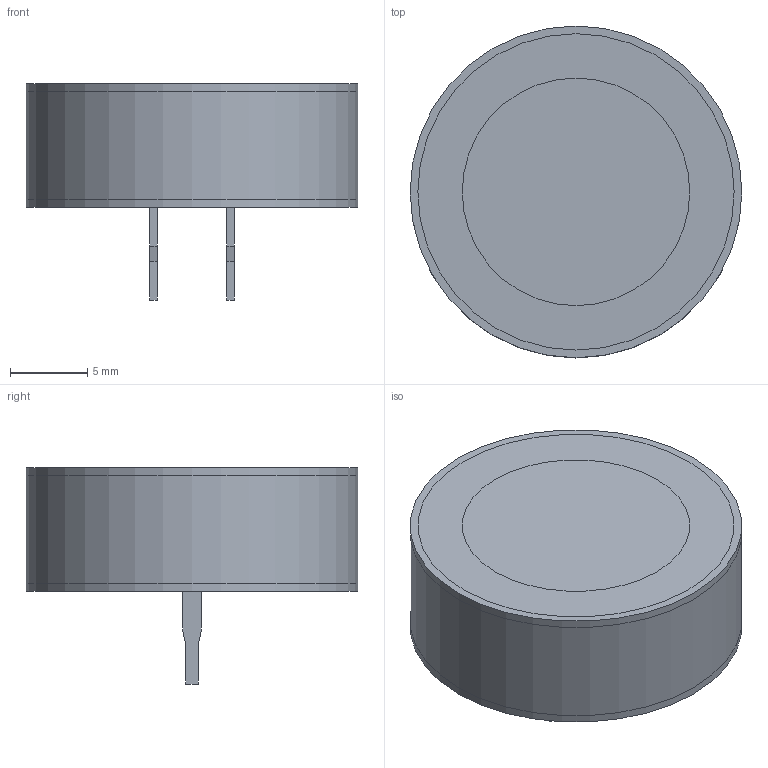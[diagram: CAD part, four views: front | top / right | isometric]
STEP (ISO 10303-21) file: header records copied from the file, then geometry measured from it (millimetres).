
FILE_DESCRIPTION(('FreeCAD Model'),'2;1');
FILE_NAME('EECF5R5U474.stp','2020-04-19T19:58:32' ,('Author'),(''),'Open CASCADE STEP processor 7.3','FreeCAD','Unknown' );
FILE_SCHEMA(('AUTOMOTIVE_DESIGN { 1 0 10303 214 1 1 1 1 }'));
Length unit declared in the file: millimetre
Products named in the file (16): Array; Button_fillet; Torso_Top_Fillet; Torso_Bottom_Fillet; Top_Sleeve; Torso_Extrude; Divit_Ring_Pocket; Button_Pad; Top_Sleeve_Pocket; Bottom_Sleeve_Pocket; Button_Sketch; Bottom_Sleeve; Divet_Fillet_Outer; Can_Divit_outer_fillet; Divet_Fillet_Inner; Torso
Bounding box: 21.5 x 21.5 x 14 mm (x, y, z)
Surface area: 15502 mm2
Topology: 14 solids, 14 shells, 144 faces, 237 edges, 147 vertices
Faces by surface type: plane 70, torus 36, cylinder 35, bspline 3
Full cylindrical faces by diameter (mm): 8.5 x7, 12 x5, 14.75 x11, 21.5 x12
Entity records: 4027 total; most frequent: CARTESIAN_POINT 829, DIRECTION 657, ORIENTED_EDGE 468, AXIS2_PLACEMENT_3D 287, EDGE_CURVE 234, FACE_BOUND 170, EDGE_LOOP 170, CIRCLE 145
